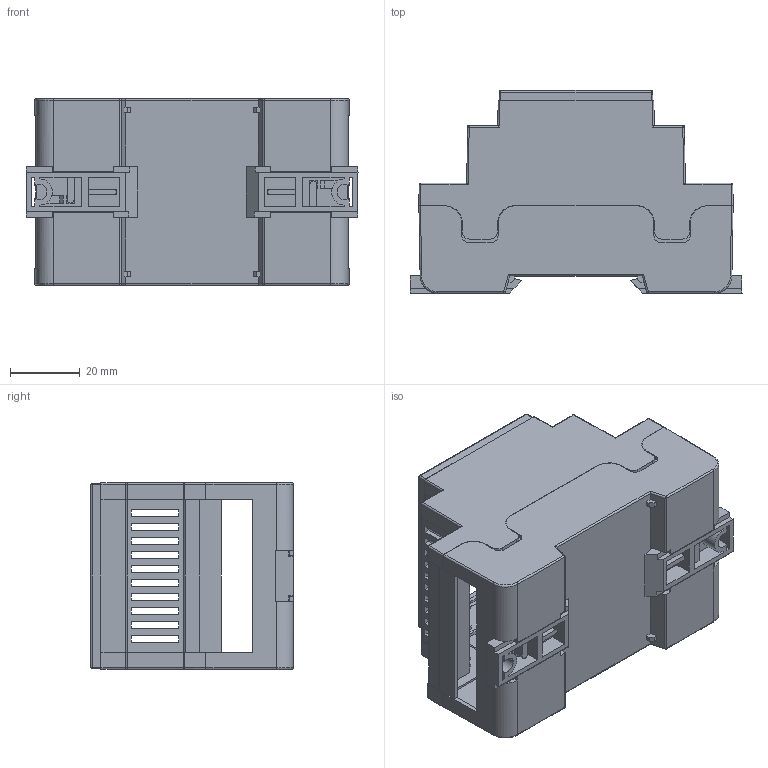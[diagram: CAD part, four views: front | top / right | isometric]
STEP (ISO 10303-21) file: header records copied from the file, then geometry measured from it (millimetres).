
FILE_DESCRIPTION (( 'STEP AP203' ), '1' );
FILE_NAME ('449-330-65.STEP', '2021-08-24T12:45:39', ( '' ), ( '' ), 'SwSTEP 2.0', 'SolidWorks 2018', '' );
FILE_SCHEMA (( 'CONFIG_CONTROL_DESIGN' ));
Length unit declared in the file: centimetre
Products named in the file (5): 044933066; 044900400_044900400; 449-330-65; 044933011; 044900300
Assembly tree (6 placements, depth 2):
  449-330-65
    044933066
    044933011
    044900300  x2
    044900400_044900400  x2
Bounding box: 95 x 58 x 53.5 mm (x, y, z)
Volume: 37772 mm3; surface area: 56022.4 mm2
Topology: 6 solids, 6 shells, 1138 faces, 3120 edges, 2012 vertices
Faces by surface type: plane 980, cylinder 134, sphere 16, cone 4, torus 4
Entity records: 29200 total; most frequent: CARTESIAN_POINT 5165, ORIENTED_EDGE 5022, DIRECTION 4565, EDGE_CURVE 2511, VECTOR 2241, LINE 2241, VERTEX_POINT 1626, AXIS2_PLACEMENT_3D 1162
